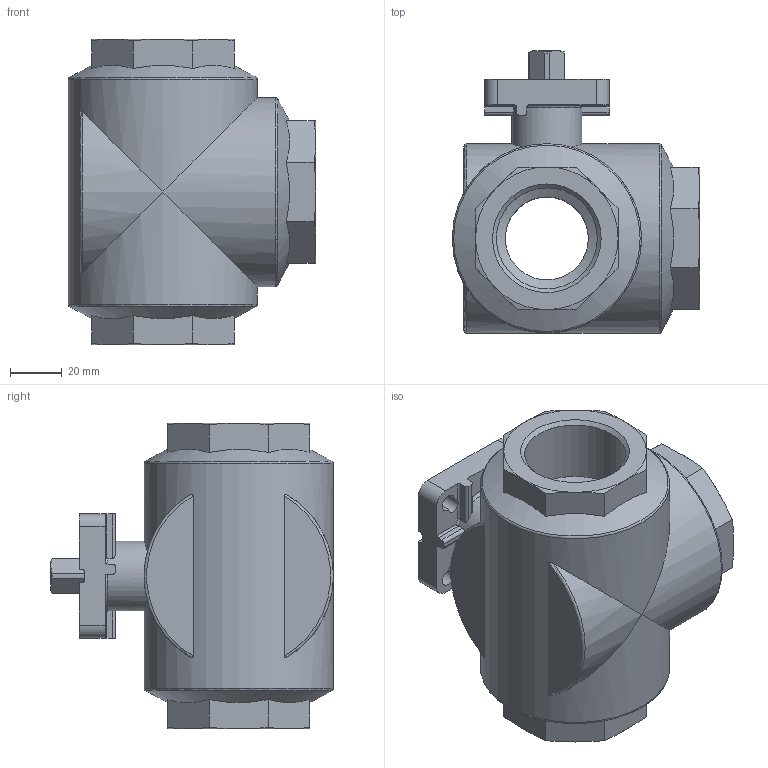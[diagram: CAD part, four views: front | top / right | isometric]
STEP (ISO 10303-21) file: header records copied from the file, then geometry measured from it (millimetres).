
FILE_DESCRIPTION(/* description */ ('STEP AP214'),/* implementation_level */ '2;1');
FILE_NAME(/* name */ '4451863_VZBM-11_4-RP-40-F-3L-F0405-B2B3',/* time_stamp */ '2024-09-18T02:38:09+02:00',/* author */ ('License CC BY-ND 4.0'),/* organization */ ('CADENAS'),/* preprocessor_version */ 'ST-DEVELOPER v19.3',/* originating_system */ 'PARTsolutions',/* authorisation */ ' ');
FILE_SCHEMA (('AUTOMOTIVE_DESIGN {1 0 10303 214 3 1 1}'));
Length unit declared in the file: millimetre
Products named in the file (1): 4451863 VZBM-11/4-Rp-40-F-3L-F0405-B2B3
Bounding box: 95.5 x 109 x 118 mm (x, y, z)
Volume: 423537.2 mm3; surface area: 62894.4 mm2
Topology: 1 solids, 1 shells, 194 faces, 517 edges, 326 vertices
Faces by surface type: plane 78, cone 58, cylinder 49, torus 9
Full cylindrical faces by diameter (mm): 3.242 x1, 25 x1, 27 x1, 30 x1, 32 x2, 38.952 x3, 73 x2
Entity records: 6041 total; most frequent: CARTESIAN_POINT 1523, ORIENTED_EDGE 958, DIRECTION 875, EDGE_CURVE 479, AXIS2_PLACEMENT_3D 350, VERTEX_POINT 314, FACE_BOUND 233, EDGE_LOOP 232
